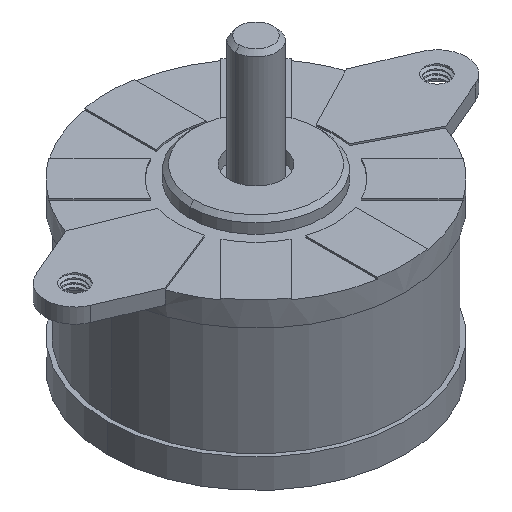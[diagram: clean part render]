
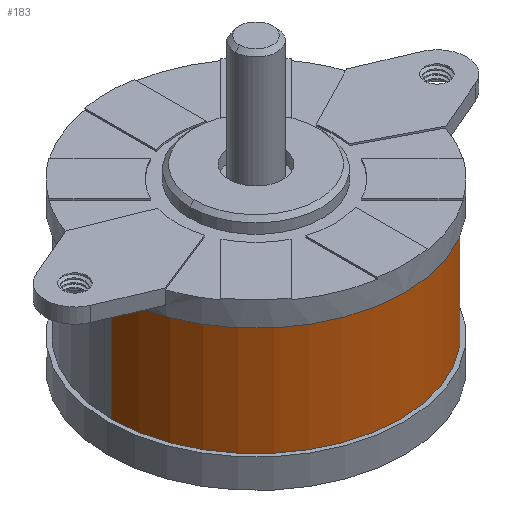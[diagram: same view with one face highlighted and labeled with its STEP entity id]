
A CAD part, isometric view. The second image highlights one B-rep face of the part: STEP entity #183.
In plain terms, the highlighted cylindrical face has radius 17.5 mm (diameter 35 mm), a partial arc.
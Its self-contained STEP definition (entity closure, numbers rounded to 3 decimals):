
#21 = AXIS2_PLACEMENT_3D ( 'NONE', #248, #2396, #2093 ) ;
#72 = CARTESIAN_POINT ( 'NONE',  ( 17.5, 0., 3.5 ) ) ;
#97 = ORIENTED_EDGE ( 'NONE', *, *, #2003, .F. ) ;
#125 = DIRECTION ( 'NONE',  ( 0., 0., -1. ) ) ;
#172 = VERTEX_POINT ( 'NONE', #72 ) ;
#183 = ADVANCED_FACE ( 'NONE', ( #1279 ), #2351, .T. ) ;
#248 = CARTESIAN_POINT ( 'NONE',  ( 0., 0., 3.5 ) ) ;
#273 = CIRCLE ( 'NONE', #21, 17.5 ) ;
#384 = VECTOR ( 'NONE', #125, 1000. ) ;
#438 = CARTESIAN_POINT ( 'NONE',  ( 0., 0., 17. ) ) ;
#479 = VERTEX_POINT ( 'NONE', #1967 ) ;
#712 = AXIS2_PLACEMENT_3D ( 'NONE', #1355, #2692, #3873 ) ;
#751 = DIRECTION ( 'NONE',  ( 0., 0., -1. ) ) ;
#785 = LINE ( 'NONE', #3820, #955 ) ;
#955 = VECTOR ( 'NONE', #751, 1000. ) ;
#1084 = AXIS2_PLACEMENT_3D ( 'NONE', #438, #2015, #1392 ) ;
#1087 = LINE ( 'NONE', #3516, #384 ) ;
#1093 = EDGE_CURVE ( 'NONE', #2603, #172, #273, .T. ) ;
#1105 = CARTESIAN_POINT ( 'NONE',  ( -17.5, 0., 3.5 ) ) ;
#1279 = FACE_OUTER_BOUND ( 'NONE', #1725, .T. ) ;
#1355 = CARTESIAN_POINT ( 'NONE',  ( 0., 0., 17. ) ) ;
#1392 = DIRECTION ( 'NONE',  ( 1., 0., 0. ) ) ;
#1705 = ORIENTED_EDGE ( 'NONE', *, *, #1093, .T. ) ;
#1725 = EDGE_LOOP ( 'NONE', ( #2546, #97, #3253, #1705 ) ) ;
#1967 = CARTESIAN_POINT ( 'NONE',  ( -17.5, 0., 17. ) ) ;
#2003 = EDGE_CURVE ( 'NONE', #479, #3370, #2214, .T. ) ;
#2015 = DIRECTION ( 'NONE',  ( 0., 0., 1. ) ) ;
#2056 = EDGE_CURVE ( 'NONE', #3370, #172, #785, .T. ) ;
#2093 = DIRECTION ( 'NONE',  ( 1., 0., 0. ) ) ;
#2214 = CIRCLE ( 'NONE', #1084, 17.5 ) ;
#2351 = CYLINDRICAL_SURFACE ( 'NONE', #712, 17.5 ) ;
#2396 = DIRECTION ( 'NONE',  ( 0., 0., 1. ) ) ;
#2476 = CARTESIAN_POINT ( 'NONE',  ( 17.5, 0., 17. ) ) ;
#2546 = ORIENTED_EDGE ( 'NONE', *, *, #2056, .F. ) ;
#2603 = VERTEX_POINT ( 'NONE', #1105 ) ;
#2683 = EDGE_CURVE ( 'NONE', #479, #2603, #1087, .T. ) ;
#2692 = DIRECTION ( 'NONE',  ( 0., 0., -1. ) ) ;
#3253 = ORIENTED_EDGE ( 'NONE', *, *, #2683, .T. ) ;
#3370 = VERTEX_POINT ( 'NONE', #2476 ) ;
#3516 = CARTESIAN_POINT ( 'NONE',  ( -17.5, 0., 17. ) ) ;
#3820 = CARTESIAN_POINT ( 'NONE',  ( 17.5, 0., 17. ) ) ;
#3873 = DIRECTION ( 'NONE',  ( -1., 0., 0. ) ) ;
